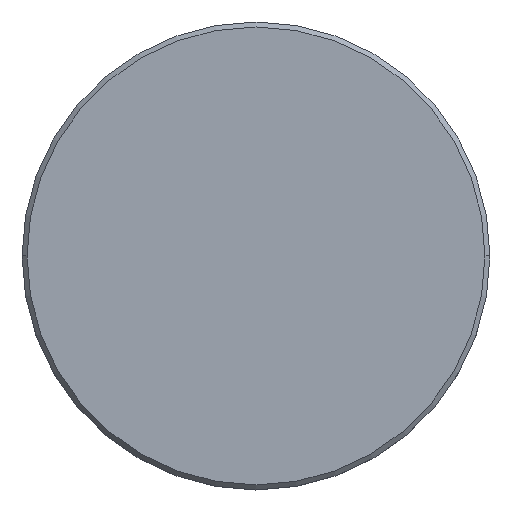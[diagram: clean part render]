
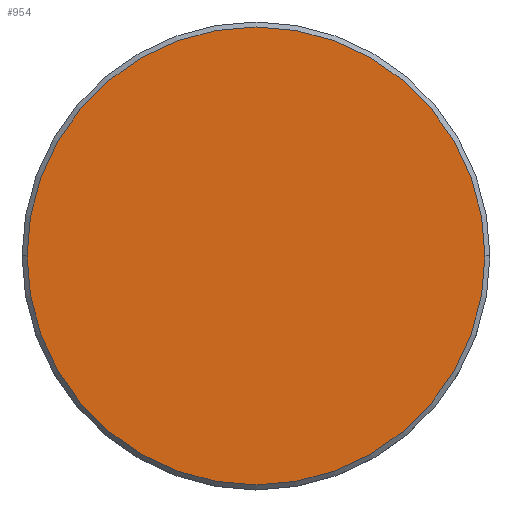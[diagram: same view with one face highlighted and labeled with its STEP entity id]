
A CAD part, top view. The second image highlights one B-rep face of the part: STEP entity #954.
In plain terms, the highlighted planar face has unit normal (0, 0, 1).
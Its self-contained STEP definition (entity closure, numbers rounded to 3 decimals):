
#19 = PLANE ( 'NONE',  #701 ) ;
#50 = AXIS2_PLACEMENT_3D ( 'NONE', #839, #288, #659 ) ;
#59 = CARTESIAN_POINT ( 'NONE',  ( 0., 0., 0. ) ) ;
#105 = CARTESIAN_POINT ( 'NONE',  ( 0., 0., 0. ) ) ;
#197 = EDGE_CURVE ( 'NONE', #1037, #309, #413, .T. ) ;
#217 = ORIENTED_EDGE ( 'NONE', *, *, #1160, .T. ) ;
#288 = DIRECTION ( 'NONE',  ( 0., 0., 1. ) ) ;
#309 = VERTEX_POINT ( 'NONE', #804 ) ;
#314 = AXIS2_PLACEMENT_3D ( 'NONE', #59, #688, #975 ) ;
#413 = CIRCLE ( 'NONE', #314, 23. ) ;
#434 = ORIENTED_EDGE ( 'NONE', *, *, #197, .T. ) ;
#659 = DIRECTION ( 'NONE',  ( 1., 0., 0. ) ) ;
#688 = DIRECTION ( 'NONE',  ( 0., 0., 1. ) ) ;
#701 = AXIS2_PLACEMENT_3D ( 'NONE', #105, #1088, #988 ) ;
#746 = CARTESIAN_POINT ( 'NONE',  ( -23., 0., 0. ) ) ;
#786 = CIRCLE ( 'NONE', #50, 23. ) ;
#804 = CARTESIAN_POINT ( 'NONE',  ( 23., 0., 0. ) ) ;
#839 = CARTESIAN_POINT ( 'NONE',  ( 0., 0., 0. ) ) ;
#954 = ADVANCED_FACE ( 'NONE', ( #1017 ), #19, .T. ) ;
#961 = EDGE_LOOP ( 'NONE', ( #434, #217 ) ) ;
#975 = DIRECTION ( 'NONE',  ( 1., 0., 0. ) ) ;
#988 = DIRECTION ( 'NONE',  ( 1., 0., 0. ) ) ;
#1017 = FACE_OUTER_BOUND ( 'NONE', #961, .T. ) ;
#1037 = VERTEX_POINT ( 'NONE', #746 ) ;
#1088 = DIRECTION ( 'NONE',  ( 0., 0., 1. ) ) ;
#1160 = EDGE_CURVE ( 'NONE', #309, #1037, #786, .T. ) ;
